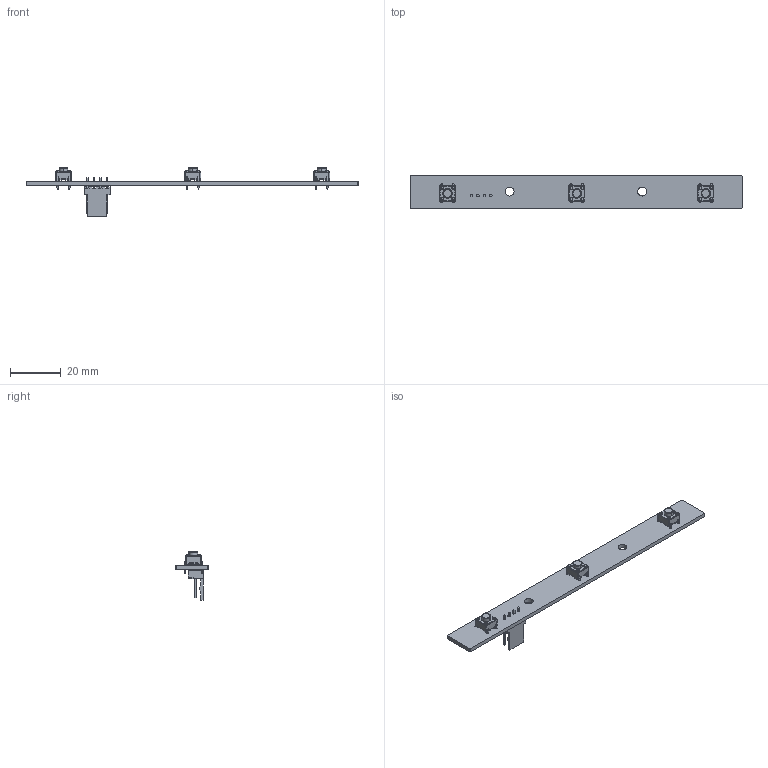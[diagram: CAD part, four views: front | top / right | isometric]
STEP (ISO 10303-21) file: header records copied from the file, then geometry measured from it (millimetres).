
FILE_DESCRIPTION(('Open CASCADE Model'),'2;1');
FILE_NAME('Open CASCADE Shape Model','2020-02-06T09:26:18',('Author'),( 'Open CASCADE'),'Open CASCADE STEP processor 6.8','Open CASCADE 6.8' ,'Unknown');
FILE_SCHEMA(('AUTOMOTIVE_DESIGN { 1 0 10303 214 1 1 1 1 }'));
Length unit declared in the file: millimetre
Products named in the file (1): PCB
Bounding box: 130.25 x 12.76 x 19.2 mm (x, y, z)
Volume: 2596.2 mm3; surface area: 5048.7 mm2
Topology: 1 solids, 786 shells, 860 faces, 4392 edges, 4320 vertices
Faces by surface type: plane 454, cylinder 352, bspline 54
Full cylindrical faces by diameter (mm): 0.9 x12, 1 x4, 3.5 x2
Entity records: 52357 total; most frequent: CARTESIAN_POINT 11883, DIRECTION 7262, ORIENTED_EDGE 4608, EDGE_CURVE 4392, VERTEX_POINT 4320, LINE 2800, VECTOR 2800, AXIS2_PLACEMENT_3D 2231
